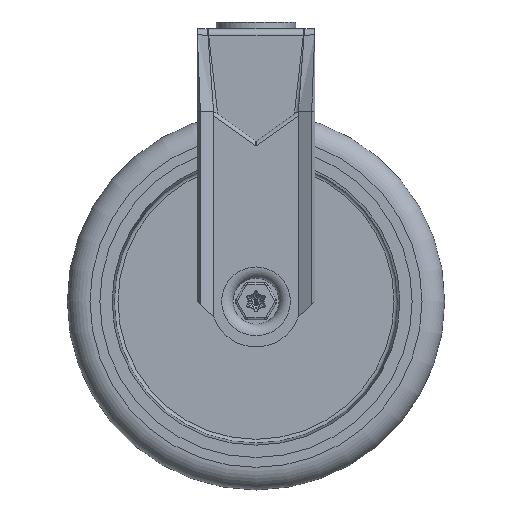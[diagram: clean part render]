
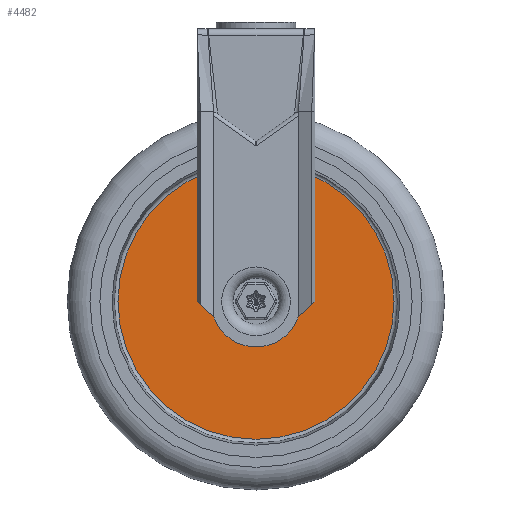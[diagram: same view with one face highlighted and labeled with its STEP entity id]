
A CAD part, front view. The second image highlights one B-rep face of the part: STEP entity #4482.
In plain terms, the highlighted planar face has unit normal (0, -1, 0).
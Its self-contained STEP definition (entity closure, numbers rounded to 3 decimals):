
#163=FACE_BOUND('',#701,.T.);
#223=PLANE('',#4911);
#408=FACE_OUTER_BOUND('',#700,.T.);
#700=EDGE_LOOP('',(#3459));
#701=EDGE_LOOP('',(#3460));
#969=CIRCLE('',#4884,36.567);
#985=CIRCLE('',#4909,8.5);
#1955=VERTEX_POINT('',#14362);
#1969=VERTEX_POINT('',#14408);
#2480=EDGE_CURVE('',#1955,#1955,#969,.T.);
#2502=EDGE_CURVE('',#1969,#1969,#985,.T.);
#3459=ORIENTED_EDGE('',*,*,#2480,.F.);
#3460=ORIENTED_EDGE('',*,*,#2502,.T.);
#4482=ADVANCED_FACE('',(#408,#163),#223,.T.);
#4884=AXIS2_PLACEMENT_3D('',#14364,#5703,#5704);
#4909=AXIS2_PLACEMENT_3D('',#14409,#5759,#5760);
#4911=AXIS2_PLACEMENT_3D('',#14411,#5763,#5764);
#5703=DIRECTION('center_axis',(0.,1.,0.));
#5704=DIRECTION('ref_axis',(0.,0.,1.));
#5759=DIRECTION('center_axis',(0.,1.,0.));
#5760=DIRECTION('ref_axis',(0.,0.,1.));
#5763=DIRECTION('center_axis',(0.,-1.,0.));
#5764=DIRECTION('ref_axis',(0.,0.,-1.));
#14362=CARTESIAN_POINT('',(0.,-3.,-36.567));
#14364=CARTESIAN_POINT('Origin',(0.,-3.,0.));
#14408=CARTESIAN_POINT('',(0.,-3.,-8.5));
#14409=CARTESIAN_POINT('Origin',(0.,-3.,0.));
#14411=CARTESIAN_POINT('Origin',(0.,-3.,22.534));
